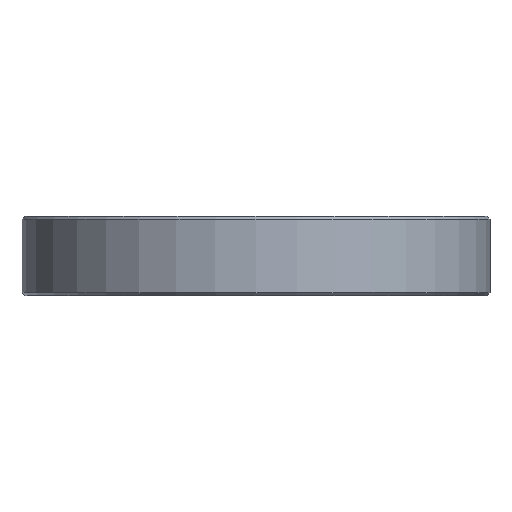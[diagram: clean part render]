
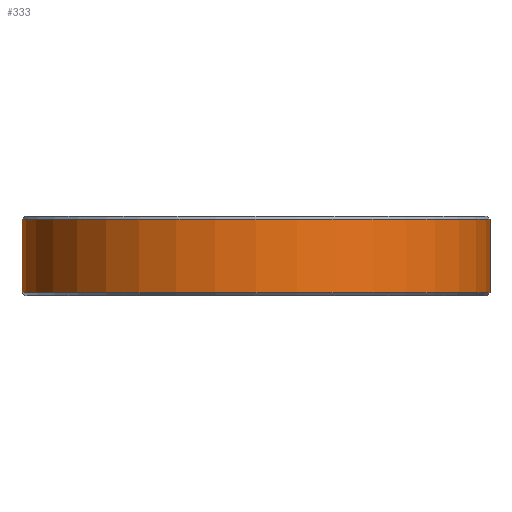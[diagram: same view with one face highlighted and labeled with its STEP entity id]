
A CAD part, left-side view. The second image highlights one B-rep face of the part: STEP entity #333.
In plain terms, the highlighted cylindrical face has radius 23.4 mm (diameter 46.8 mm), a partial arc.
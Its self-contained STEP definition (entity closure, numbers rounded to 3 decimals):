
#120=CYLINDRICAL_SURFACE('',#2295,23.4);
#211=FACE_OUTER_BOUND('',#523,.T.);
#333=ADVANCED_FACE('',(#211),#120,.T.);
#523=EDGE_LOOP('',(#1098,#1099,#1100,#1101));
#676=LINE('',#3342,#845);
#677=LINE('',#3343,#846);
#845=VECTOR('',#2634,1.);
#846=VECTOR('',#2635,1.);
#1098=ORIENTED_EDGE('',*,*,#1862,.F.);
#1099=ORIENTED_EDGE('',*,*,#1881,.T.);
#1100=ORIENTED_EDGE('',*,*,#1863,.T.);
#1101=ORIENTED_EDGE('',*,*,#1882,.T.);
#1642=VERTEX_POINT('',#3271);
#1643=VERTEX_POINT('',#3273);
#1650=VERTEX_POINT('',#3289);
#1651=VERTEX_POINT('',#3291);
#1862=EDGE_CURVE('',#1650,#1643,#676,.T.);
#1863=EDGE_CURVE('',#1651,#1642,#677,.T.);
#1881=EDGE_CURVE('',#1650,#1651,#2141,.T.);
#1882=EDGE_CURVE('',#1642,#1643,#2142,.T.);
#2141=CIRCLE('',#2293,23.4);
#2142=CIRCLE('',#2294,23.4);
#2293=AXIS2_PLACEMENT_3D('',#3378,#2676,#2677);
#2294=AXIS2_PLACEMENT_3D('',#3379,#2678,#2679);
#2295=AXIS2_PLACEMENT_3D('',#3380,#2680,#2681);
#2634=DIRECTION('',(0.,0.,1.));
#2635=DIRECTION('',(0.,0.,1.));
#2676=DIRECTION('',(0.,0.,1.));
#2677=DIRECTION('',(0.,1.,0.));
#2678=DIRECTION('',(0.,0.,-1.));
#2679=DIRECTION('',(0.,1.,0.));
#2680=DIRECTION('',(0.,0.,1.));
#2681=DIRECTION('',(0.,1.,0.));
#3271=CARTESIAN_POINT('',(23.4,0.,-0.3));
#3273=CARTESIAN_POINT('',(23.4,46.8,-0.3));
#3289=CARTESIAN_POINT('',(23.4,46.8,-7.6));
#3291=CARTESIAN_POINT('',(23.4,0.,-7.6));
#3342=CARTESIAN_POINT('',(23.4,46.8,-7.9));
#3343=CARTESIAN_POINT('',(23.4,0.,-7.9));
#3378=CARTESIAN_POINT('',(23.4,23.4,-7.6));
#3379=CARTESIAN_POINT('',(23.4,23.4,-0.3));
#3380=CARTESIAN_POINT('',(23.4,23.4,-7.9));
